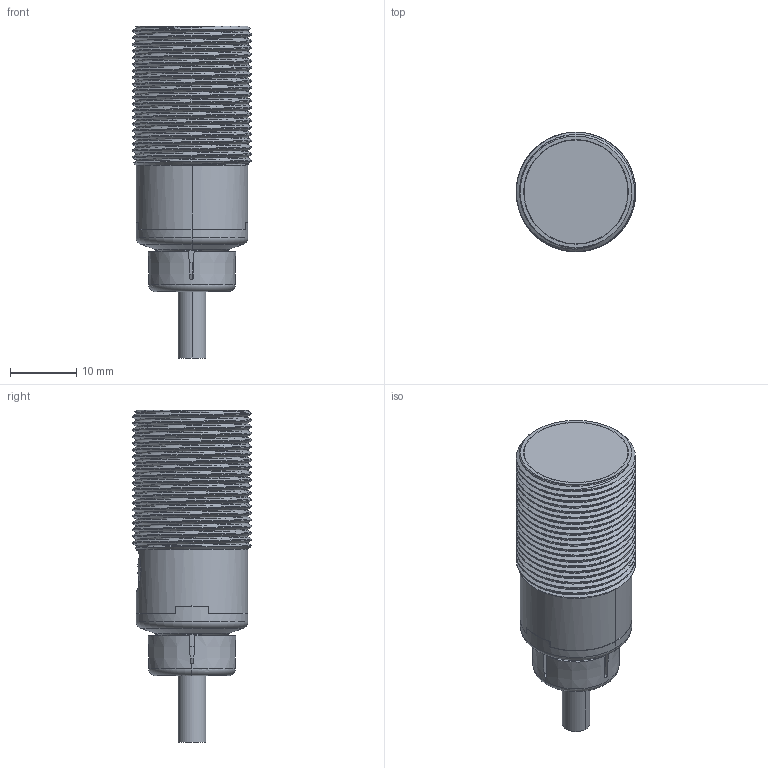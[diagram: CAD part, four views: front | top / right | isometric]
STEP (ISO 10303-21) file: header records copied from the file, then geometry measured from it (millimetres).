
FILE_DESCRIPTION((''),'2;1');
FILE_NAME('CAD-A027_SW0001','2021-02-03T12:36:40',('xmao'),(''),'CREO PARAMETRIC BY PTC INC, 2019292','CREO PARAMETRIC BY PTC INC, 2019292','');
FILE_SCHEMA(('CONFIG_CONTROL_DESIGN','SHAPE_APPEARANCE_LAYERS_GROUPS'));
Length unit declared in the file: millimetre
Products named in the file (1): CAD-A027_SW0001
Bounding box: 18 x 18 x 50 mm (x, y, z)
Volume: 8544.3 mm3; surface area: 4086.5 mm2
Topology: 1 solids, 2 shells, 298 faces, 878 edges, 586 vertices
Faces by surface type: cylinder 118, plane 101, bspline 35, cone 22, torus 20, sphere 2
Entity records: 23955 total; most frequent: CARTESIAN_POINT 13638, ORIENTED_EDGE 1732, DIRECTION 1424, PRESENTATION_STYLE_ASSIGNMENT 882, STYLED_ITEM 878, CURVE_STYLE 877, EDGE_CURVE 866, VERTEX_POINT 566
